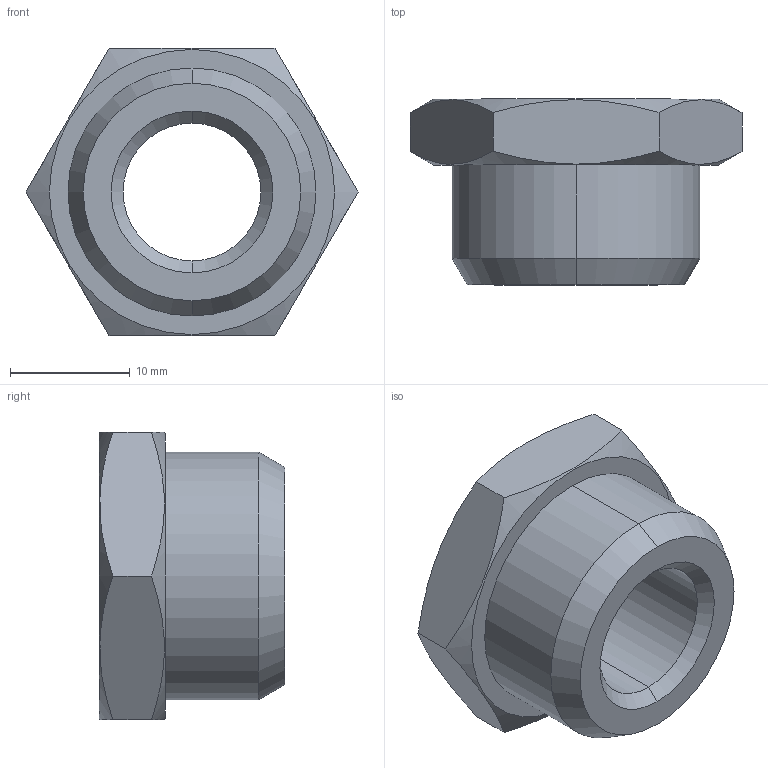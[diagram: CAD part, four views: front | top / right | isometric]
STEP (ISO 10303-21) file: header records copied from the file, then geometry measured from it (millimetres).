
FILE_DESCRIPTION (( 'STEP AP203' ), '1' );
FILE_NAME ('05050204.STEP', '2010-09-10T14:50:39', ( 'Flavio' ), ( '' ), 'SwSTEP 2.0', 'SolidWorks 2009', '' );
FILE_SCHEMA (( 'CONFIG_CONTROL_DESIGN' ));
Length unit declared in the file: millimetre
Products named in the file (1): 05050204
Bounding box: 27.71 x 15.5 x 24 mm (x, y, z)
Volume: 4337.8 mm3; surface area: 2298.2 mm2
Topology: 1 solids, 1 shells, 23 faces, 54 edges, 34 vertices
Faces by surface type: cone 10, plane 9, cylinder 4
Entity records: 843 total; most frequent: CARTESIAN_POINT 248, ORIENTED_EDGE 108, DIRECTION 104, EDGE_CURVE 54, AXIS2_PLACEMENT_3D 42, VERTEX_POINT 34, EDGE_LOOP 26, ADVANCED_FACE 23
